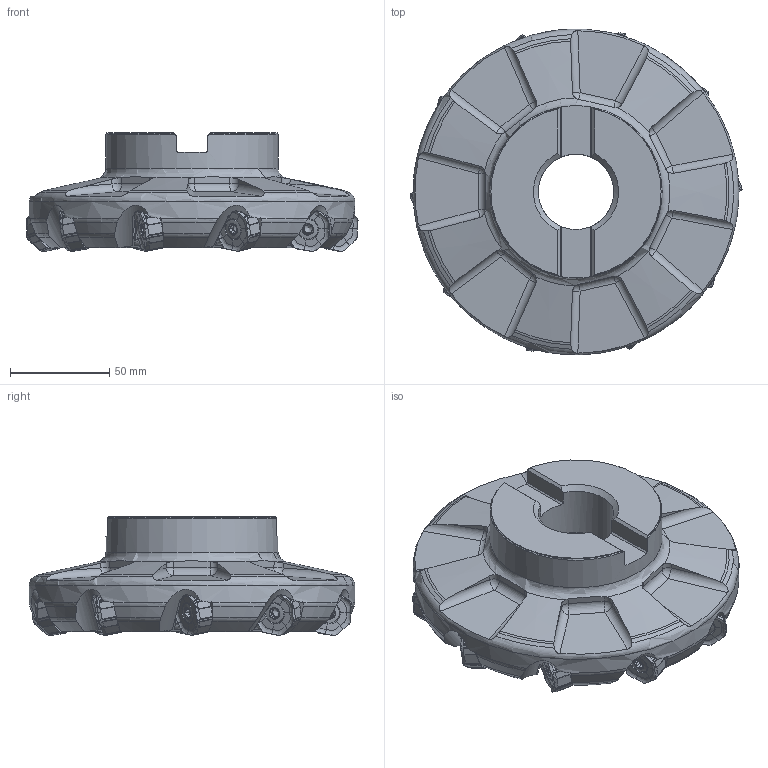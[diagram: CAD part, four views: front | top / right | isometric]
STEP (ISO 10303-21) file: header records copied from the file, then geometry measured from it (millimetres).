
FILE_DESCRIPTION(/* description */ (''),/* implementation_level */ '2;1');
FILE_NAME(/* name */ 'toolassembly_1.stp',/* time_stamp */ '2018-08-03T08:42:01+02:00',/* author */ (''),/* organization */ ('SMS'),/* preprocessor_version */ 'ST-DEVELOPER v15',/* originating_system */ 'SIEMENS PLM Software NX 8.5',/* authorisation */ '');
FILE_SCHEMA (('AUTOMOTIVE_DESIGN { 1 0 10303 214 3 1 1 1 }'));
Products named in the file (4): ASSEMBLY_CONSTRUCTION; CUT_20180803084057; NOCUT_20180803084057; TOOLASSEMBLY_1
Assembly tree (12 placements, depth 2):
  TOOLASSEMBLY_1
    NOCUT_20180803084057
    CUT_20180803084057  x10
    ASSEMBLY_CONSTRUCTION
Bounding box: 167.64 x 164.44 x 59.89 mm (x, y, z)
Volume: 515816.1 mm3; surface area: 91563 mm2
Topology: 11 solids, 11 shells, 1956 faces, 5281 edges, 3381 vertices
Faces by surface type: plane 907, extrusion 330, bspline 290, cone 150, cylinder 131, torus 104, revolution 30, sphere 14
Full cylindrical faces by diameter (mm): 6.35 x10, 7 x10, 8.3 x10, 10 x10, 38.112 x1, 56 x1, 87 x1, 164.544 x1
Entity records: 46590 total; most frequent: CARTESIAN_POINT 24356, ORIENTED_EDGE 4722, DIRECTION 4166, EDGE_CURVE 2361, AXIS2_PLACEMENT_3D 1603, VERTEX_POINT 1556, EDGE_LOOP 1081, ADVANCED_FACE 948
